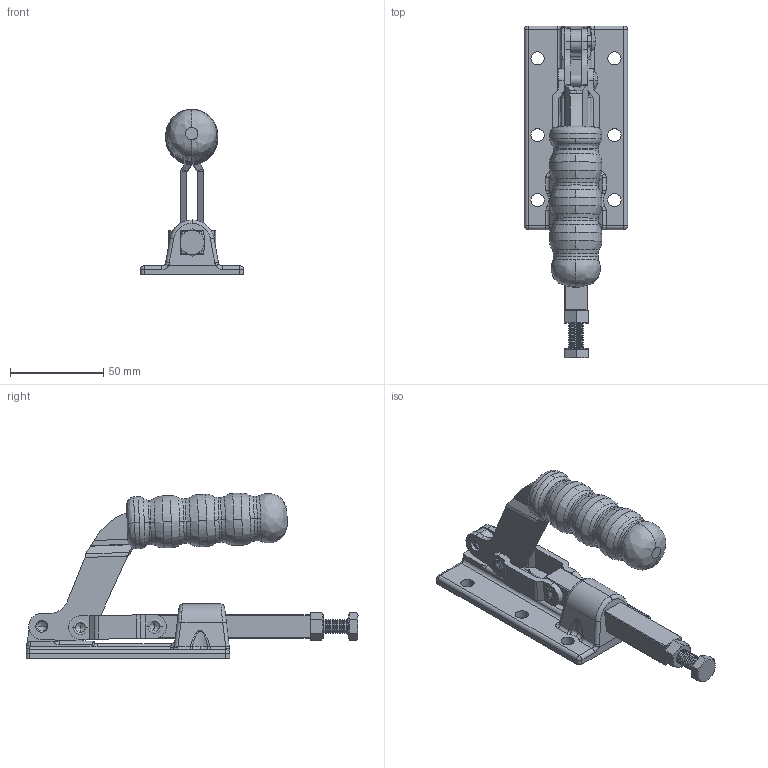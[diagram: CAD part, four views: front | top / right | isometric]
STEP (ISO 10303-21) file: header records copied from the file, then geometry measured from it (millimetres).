
FILE_DESCRIPTION (( 'STEP AP203' ), '1' );
FILE_NAME ('337-00 P360SQ.STEP', '2017-11-08T14:35:16', ( '' ), ( '' ), 'SwSTEP 2.0', 'SolidWorks 2017', '' );
FILE_SCHEMA (( 'CONFIG_CONTROL_DESIGN' ));
Length unit declared in the file: millimetre
Products named in the file (14): 337-01; 337-02; 337-handle test6; 337-handle-01; MB0840-2; 337-04; MB0840-1; 337-05M; 337-03; 337-00 P360SQ; 337-06M; 337-handle test2; 337-handle test3; 007-30-5
Assembly tree (16 placements, depth 3):
  337-00 P360SQ
    337-02
    337-03
    337-04  x2
    MB0840-1
    MB0840-2
    337-05M  x2
    337-06M
    007-30-5
    337-01
      337-handle-01  x2
      337-handle test2
      337-handle test6
      337-handle test3
Bounding box: 55.6 x 178.48 x 89.1 mm (x, y, z)
Volume: 123688.1 mm3; surface area: 54121.7 mm2
Topology: 15 solids, 15 shells, 700 faces, 1684 edges, 1005 vertices
Faces by surface type: cylinder 223, cone 214, plane 158, bspline 102, torus 3
Entity records: 33921 total; most frequent: CARTESIAN_POINT 17729, DIRECTION 3116, ORIENTED_EDGE 3066, EDGE_CURVE 1533, AXIS2_PLACEMENT_3D 1221, VERTEX_POINT 917, EDGE_LOOP 682, VECTOR 674
